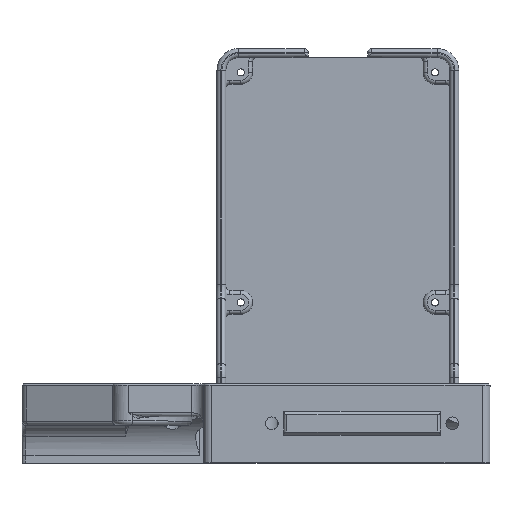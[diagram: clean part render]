
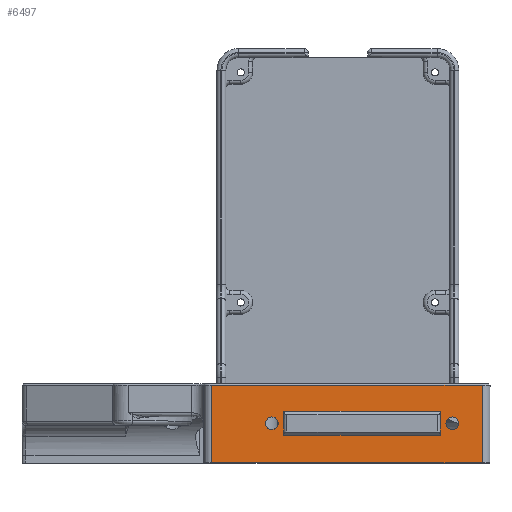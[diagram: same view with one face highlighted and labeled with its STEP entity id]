
A CAD part, top view. The second image highlights one B-rep face of the part: STEP entity #6497.
In plain terms, the highlighted planar face has unit normal (0, 0, 1).
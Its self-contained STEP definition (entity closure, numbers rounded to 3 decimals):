
#327=FACE_BOUND('',#1131,.T.);
#328=FACE_BOUND('',#1132,.T.);
#329=FACE_BOUND('',#1133,.T.);
#442=PLANE('',#7138);
#737=FACE_OUTER_BOUND('',#1130,.T.);
#1130=EDGE_LOOP('',(#5557,#5558,#5559,#5560));
#1131=EDGE_LOOP('',(#5561,#5562,#5563,#5564));
#1132=EDGE_LOOP('',(#5565));
#1133=EDGE_LOOP('',(#5566));
#1693=LINE('',#11195,#2260);
#1694=LINE('',#11201,#2261);
#1695=LINE('',#11202,#2262);
#1696=LINE('',#11203,#2263);
#1697=LINE('',#11206,#2264);
#1698=LINE('',#11208,#2265);
#1699=LINE('',#11210,#2266);
#1700=LINE('',#11211,#2267);
#2260=VECTOR('',#8744,10.);
#2261=VECTOR('',#8751,10.);
#2262=VECTOR('',#8752,10.);
#2263=VECTOR('',#8753,10.);
#2264=VECTOR('',#8754,10.);
#2265=VECTOR('',#8755,10.);
#2266=VECTOR('',#8756,10.);
#2267=VECTOR('',#8757,10.);
#2633=CIRCLE('',#7139,1.6);
#2634=CIRCLE('',#7140,1.6);
#3184=VERTEX_POINT('',#11193);
#3185=VERTEX_POINT('',#11194);
#3186=VERTEX_POINT('',#11199);
#3187=VERTEX_POINT('',#11200);
#3188=VERTEX_POINT('',#11204);
#3189=VERTEX_POINT('',#11205);
#3190=VERTEX_POINT('',#11207);
#3191=VERTEX_POINT('',#11209);
#3192=VERTEX_POINT('',#11212);
#3193=VERTEX_POINT('',#11214);
#4020=EDGE_CURVE('',#3184,#3185,#1693,.T.);
#4023=EDGE_CURVE('',#3186,#3187,#1694,.T.);
#4024=EDGE_CURVE('',#3185,#3187,#1695,.T.);
#4025=EDGE_CURVE('',#3186,#3184,#1696,.T.);
#4026=EDGE_CURVE('',#3188,#3189,#1697,.T.);
#4027=EDGE_CURVE('',#3189,#3190,#1698,.T.);
#4028=EDGE_CURVE('',#3190,#3191,#1699,.T.);
#4029=EDGE_CURVE('',#3191,#3188,#1700,.T.);
#4030=EDGE_CURVE('',#3192,#3192,#2633,.T.);
#4031=EDGE_CURVE('',#3193,#3193,#2634,.T.);
#5557=ORIENTED_EDGE('',*,*,#4023,.T.);
#5558=ORIENTED_EDGE('',*,*,#4024,.F.);
#5559=ORIENTED_EDGE('',*,*,#4020,.F.);
#5560=ORIENTED_EDGE('',*,*,#4025,.F.);
#5561=ORIENTED_EDGE('',*,*,#4026,.T.);
#5562=ORIENTED_EDGE('',*,*,#4027,.T.);
#5563=ORIENTED_EDGE('',*,*,#4028,.T.);
#5564=ORIENTED_EDGE('',*,*,#4029,.T.);
#5565=ORIENTED_EDGE('',*,*,#4030,.T.);
#5566=ORIENTED_EDGE('',*,*,#4031,.T.);
#6497=ADVANCED_FACE('',(#737,#327,#328,#329),#442,.T.);
#7138=AXIS2_PLACEMENT_3D('',#11198,#8749,#8750);
#7139=AXIS2_PLACEMENT_3D('',#11213,#8758,#8759);
#7140=AXIS2_PLACEMENT_3D('',#11215,#8760,#8761);
#8744=DIRECTION('',(0.,1.,0.));
#8749=DIRECTION('center_axis',(0.,0.,
1.));
#8750=DIRECTION('ref_axis',(1.,0.,0.));
#8751=DIRECTION('',(0.,1.,0.));
#8752=DIRECTION('',(1.,0.,0.));
#8753=DIRECTION('',(-1.,0.,0.));
#8754=DIRECTION('',(1.,0.,0.));
#8755=DIRECTION('',(0.,-1.,0.));
#8756=DIRECTION('',(-1.,0.,0.));
#8757=DIRECTION('',(0.,1.,0.));
#8758=DIRECTION('center_axis',(0.,0.,
-1.));
#8759=DIRECTION('ref_axis',(-1.,0.,0.));
#8760=DIRECTION('center_axis',(0.,0.,
-1.));
#8761=DIRECTION('ref_axis',(-1.,0.,0.));
#11193=CARTESIAN_POINT('',(14.8,-38.,-58.096));
#11194=CARTESIAN_POINT('',(14.8,-18.4,-58.096));
#11195=CARTESIAN_POINT('',(14.8,-28.,-58.096));
#11198=CARTESIAN_POINT('Origin',(15.8,-38.,-58.096));
#11199=CARTESIAN_POINT('',(82.999,-38.,-58.096));
#11200=CARTESIAN_POINT('',(82.999,-18.4,-58.096));
#11201=CARTESIAN_POINT('',(82.999,-38.,-58.096));
#11202=CARTESIAN_POINT('',(21.399,-18.4,-58.096));
#11203=CARTESIAN_POINT('',(69.499,-38.,-58.096));
#11204=CARTESIAN_POINT('',(32.999,-25.,-58.096));
#11205=CARTESIAN_POINT('',(72.499,-25.,-58.096));
#11206=CARTESIAN_POINT('',(44.149,-25.,-58.096));
#11207=CARTESIAN_POINT('',(72.499,-31.,-58.096));
#11208=CARTESIAN_POINT('',(72.499,-34.5,-58.096));
#11209=CARTESIAN_POINT('',(32.999,-31.,-58.096));
#11210=CARTESIAN_POINT('',(24.399,-31.,-58.096));
#11211=CARTESIAN_POINT('',(32.999,-31.5,-58.096));
#11212=CARTESIAN_POINT('',(77.099,-28.,-58.096));
#11213=CARTESIAN_POINT('Origin',(75.499,-28.,-58.096));
#11214=CARTESIAN_POINT('',(31.599,-28.,-58.096));
#11215=CARTESIAN_POINT('Origin',(29.999,-28.,-58.096));
